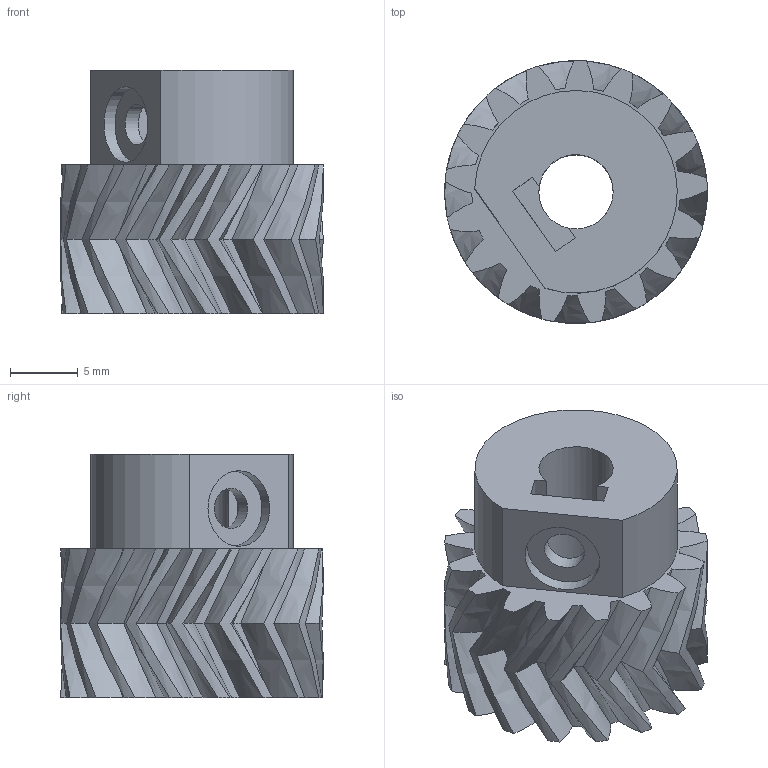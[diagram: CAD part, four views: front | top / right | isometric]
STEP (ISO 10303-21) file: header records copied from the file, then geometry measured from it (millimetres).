
FILE_DESCRIPTION(/* description */ (''),/* implementation_level */ '2;1');
FILE_NAME(/* name */ 'PTZ 17 Tooth Herringbone Gear v4.step',/* time_stamp */ '2020-12-13T18:31:05+00:00',/* author */ (''),/* organization */ (''),/* preprocessor_version */ 'ST-DEVELOPER v18.1',/* originating_system */ 'Autodesk Translation Framework v9.7.0.1280',/* authorisation */ '');
FILE_SCHEMA (('AUTOMOTIVE_DESIGN { 1 0 10303 214 3 1 1 }'));
Length unit declared in the file: millimetre
Products named in the file (1): PTZ 17 Tooth Herringbone Gear
Bounding box: 19.46 x 19.46 x 18 mm (x, y, z)
Volume: 3331.6 mm3; surface area: 2359.3 mm2
Topology: 1 solids, 1 shells, 134 faces, 356 edges, 226 vertices
Faces by surface type: bspline 102, cylinder 21, plane 11
Full cylindrical faces by diameter (mm): 3 x1, 5.5 x1, 5.6 x1
Entity records: 5764 total; most frequent: CARTESIAN_POINT 2665, ORIENTED_EDGE 712, DIRECTION 479, EDGE_CURVE 356, AXIS2_PLACEMENT_3D 228, VERTEX_POINT 226, EDGE_LOOP 140, B_SPLINE_CURVE_WITH_KNOTS 138
